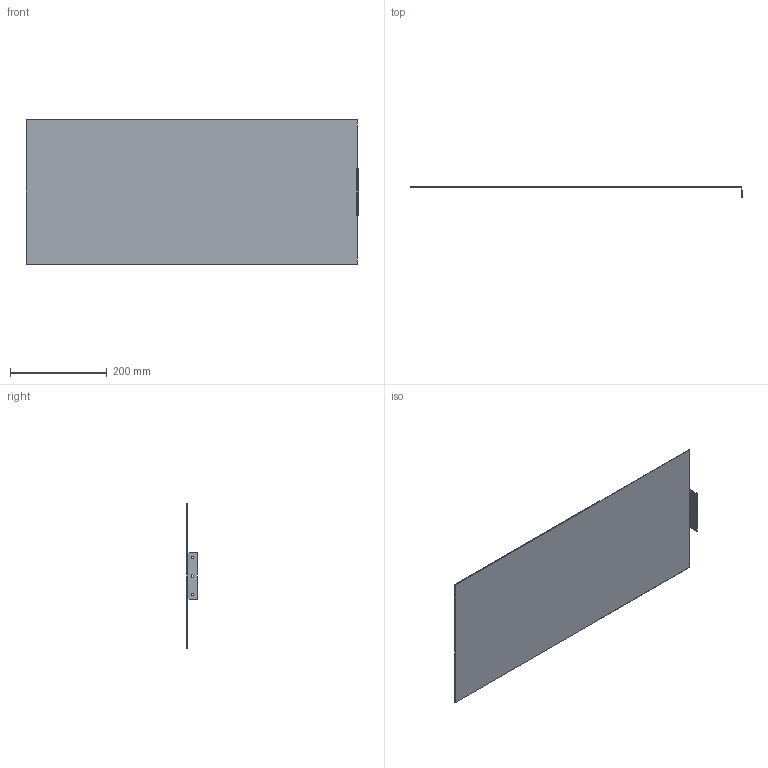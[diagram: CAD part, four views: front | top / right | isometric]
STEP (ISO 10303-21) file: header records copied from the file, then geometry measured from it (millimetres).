
FILE_DESCRIPTION (( 'STEP AP214' ), '1' );
FILE_NAME ('RPI_Rock_Raiders_Enclosure_Lid.STEP', '2019-01-26T01:09:59', ( '' ), ( '' ), 'SwSTEP 2.0', 'SolidWorks 2017', '' );
FILE_SCHEMA (( 'AUTOMOTIVE_DESIGN' ));
Length unit declared in the file: inch
Products named in the file (1): RPI_Rock_Raiders_Enclosure_Lid
Bounding box: 687.43 x 21.95 x 298.45 mm (x, y, z)
Volume: 335899.7 mm3; surface area: 416619.3 mm2
Topology: 1 solids, 1 shells, 28 faces, 70 edges, 44 vertices
Faces by surface type: plane 20, cylinder 8
Entity records: 878 total; most frequent: DIRECTION 144, CARTESIAN_POINT 143, ORIENTED_EDGE 140, EDGE_CURVE 70, VECTOR 54, LINE 54, AXIS2_PLACEMENT_3D 45, VERTEX_POINT 44
